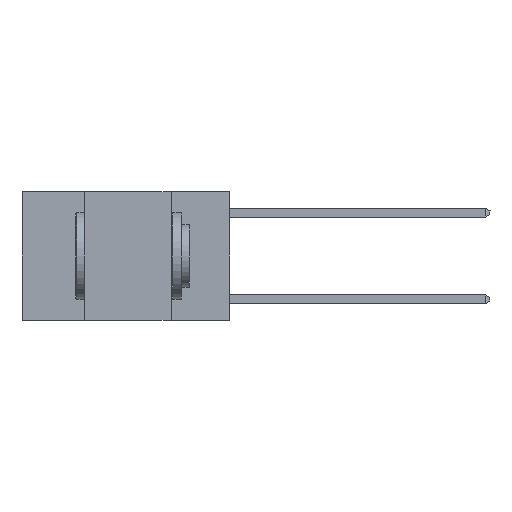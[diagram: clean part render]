
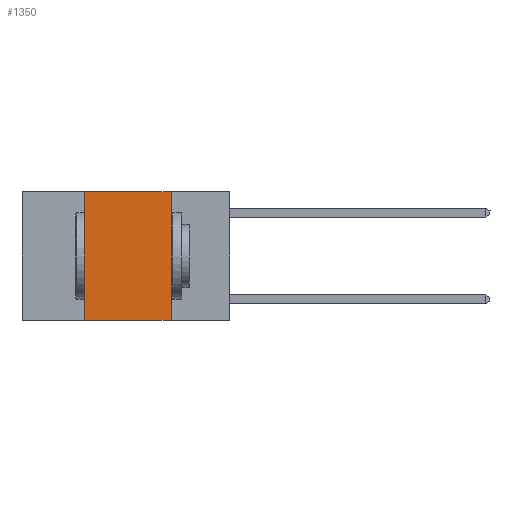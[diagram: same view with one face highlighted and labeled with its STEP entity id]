
A CAD part, left-side view. The second image highlights one B-rep face of the part: STEP entity #1350.
In plain terms, the highlighted planar face has unit normal (-1, 0, 0).
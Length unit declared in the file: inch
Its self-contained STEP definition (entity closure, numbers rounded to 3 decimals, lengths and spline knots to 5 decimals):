
#352 = LINE ( 'NONE', #1793, #8347 ) ;
#1345 = VERTEX_POINT ( 'NONE', #7831 ) ;
#1350 = ADVANCED_FACE ( 'NONE', ( #2006 ), #7344, .F. ) ;
#1695 = VECTOR ( 'NONE', #2453, 39.37008 ) ;
#1721 = CARTESIAN_POINT ( 'NONE',  ( 0., 0.42, -0.37 ) ) ;
#1793 = CARTESIAN_POINT ( 'NONE',  ( 0., 0.42, 0. ) ) ;
#1794 = CARTESIAN_POINT ( 'NONE',  ( 0., 0.6, 0. ) ) ;
#2006 = FACE_OUTER_BOUND ( 'NONE', #5503, .T. ) ;
#2368 = ORIENTED_EDGE ( 'NONE', *, *, #6426, .T. ) ;
#2453 = DIRECTION ( 'NONE',  ( 0., -1., 0. ) ) ;
#2652 = CARTESIAN_POINT ( 'NONE',  ( 0., 0.17, 0. ) ) ;
#2902 = DIRECTION ( 'NONE',  ( 1., 0., 0. ) ) ;
#3628 = CARTESIAN_POINT ( 'NONE',  ( 0., 0.6, 0. ) ) ;
#4105 = DIRECTION ( 'NONE',  ( 0., -1., 0. ) ) ;
#4833 = VERTEX_POINT ( 'NONE', #2652 ) ;
#4891 = EDGE_CURVE ( 'NONE', #6120, #4833, #5486, .T. ) ;
#5378 = DIRECTION ( 'NONE',  ( 0., 0., 1. ) ) ;
#5486 = LINE ( 'NONE', #1794, #6457 ) ;
#5503 = EDGE_LOOP ( 'NONE', ( #8997, #5603, #7337, #2368 ) ) ;
#5603 = ORIENTED_EDGE ( 'NONE', *, *, #4891, .F. ) ;
#6120 = VERTEX_POINT ( 'NONE', #6347 ) ;
#6157 = CARTESIAN_POINT ( 'NONE',  ( 0., 0.17, 0. ) ) ;
#6347 = CARTESIAN_POINT ( 'NONE',  ( 0., 0.42, 0. ) ) ;
#6426 = EDGE_CURVE ( 'NONE', #6917, #1345, #8923, .T. ) ;
#6456 = AXIS2_PLACEMENT_3D ( 'NONE', #3628, #2902, #6589 ) ;
#6457 = VECTOR ( 'NONE', #4105, 39.37008 ) ;
#6589 = DIRECTION ( 'NONE',  ( 0., 0., -1. ) ) ;
#6917 = VERTEX_POINT ( 'NONE', #1721 ) ;
#7337 = ORIENTED_EDGE ( 'NONE', *, *, #8401, .F. ) ;
#7344 = PLANE ( 'NONE',  #6456 ) ;
#7831 = CARTESIAN_POINT ( 'NONE',  ( 0., 0.17, -0.37 ) ) ;
#8347 = VECTOR ( 'NONE', #5378, 39.37008 ) ;
#8401 = EDGE_CURVE ( 'NONE', #6917, #6120, #352, .T. ) ;
#8508 = LINE ( 'NONE', #6157, #8984 ) ;
#8923 = LINE ( 'NONE', #9072, #1695 ) ;
#8984 = VECTOR ( 'NONE', #9139, 39.37008 ) ;
#8997 = ORIENTED_EDGE ( 'NONE', *, *, #9528, .F. ) ;
#9072 = CARTESIAN_POINT ( 'NONE',  ( 0., 0.6, -0.37 ) ) ;
#9139 = DIRECTION ( 'NONE',  ( 0., 0., -1. ) ) ;
#9528 = EDGE_CURVE ( 'NONE', #4833, #1345, #8508, .T. ) ;
